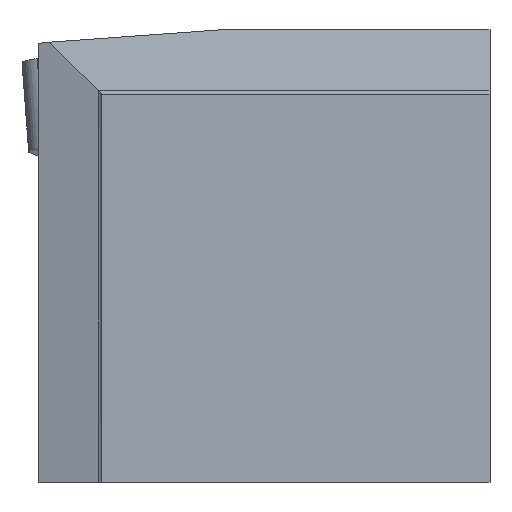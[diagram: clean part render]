
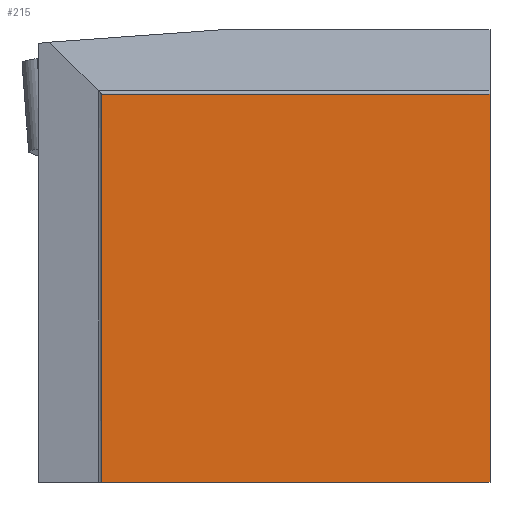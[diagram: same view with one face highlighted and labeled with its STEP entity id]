
A CAD part, front view. The second image highlights one B-rep face of the part: STEP entity #215.
In plain terms, the highlighted planar face has unit normal (0, -1, 0).
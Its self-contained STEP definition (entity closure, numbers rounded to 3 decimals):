
#215=ADVANCED_FACE('',(#268),#241,.T.);
#241=PLANE('',#772);
#268=FACE_OUTER_BOUND('',#306,.T.);
#306=EDGE_LOOP('',(#431,#432,#433,#434));
#431=ORIENTED_EDGE('',*,*,#590,.F.);
#432=ORIENTED_EDGE('',*,*,#587,.F.);
#433=ORIENTED_EDGE('',*,*,#596,.T.);
#434=ORIENTED_EDGE('',*,*,#595,.T.);
#517=VERTEX_POINT('',#1074);
#518=VERTEX_POINT('',#1076);
#519=VERTEX_POINT('',#1082);
#521=VERTEX_POINT('',#1088);
#587=EDGE_CURVE('',#517,#518,#653,.T.);
#590=EDGE_CURVE('',#518,#519,#656,.T.);
#595=EDGE_CURVE('',#521,#519,#660,.T.);
#596=EDGE_CURVE('',#517,#521,#661,.T.);
#653=LINE('',#1075,#715);
#656=LINE('',#1081,#718);
#660=LINE('',#1091,#722);
#661=LINE('',#1093,#723);
#715=VECTOR('',#899,1.);
#718=VECTOR('',#906,1.);
#722=VECTOR('',#914,1.);
#723=VECTOR('',#917,1.);
#772=AXIS2_PLACEMENT_3D('',#1094,#918,#919);
#899=DIRECTION('',(0.,0.,-1.));
#906=DIRECTION('',(-1.,0.,0.));
#914=DIRECTION('',(0.,0.,-1.));
#917=DIRECTION('',(-1.,0.,0.));
#918=DIRECTION('',(0.,-1.,0.));
#919=DIRECTION('',(0.,0.,-1.));
#1074=CARTESIAN_POINT('',(57.6,-401.8,0.));
#1075=CARTESIAN_POINT('',(57.6,-401.8,0.));
#1076=CARTESIAN_POINT('',(57.6,-401.8,-60.));
#1081=CARTESIAN_POINT('',(57.6,-401.8,-60.));
#1082=CARTESIAN_POINT('',(-2.4,-401.8,-60.));
#1088=CARTESIAN_POINT('',(-2.4,-401.8,0.));
#1091=CARTESIAN_POINT('',(-2.4,-401.8,0.));
#1093=CARTESIAN_POINT('',(57.6,-401.8,0.));
#1094=CARTESIAN_POINT('',(57.6,-401.8,0.));
